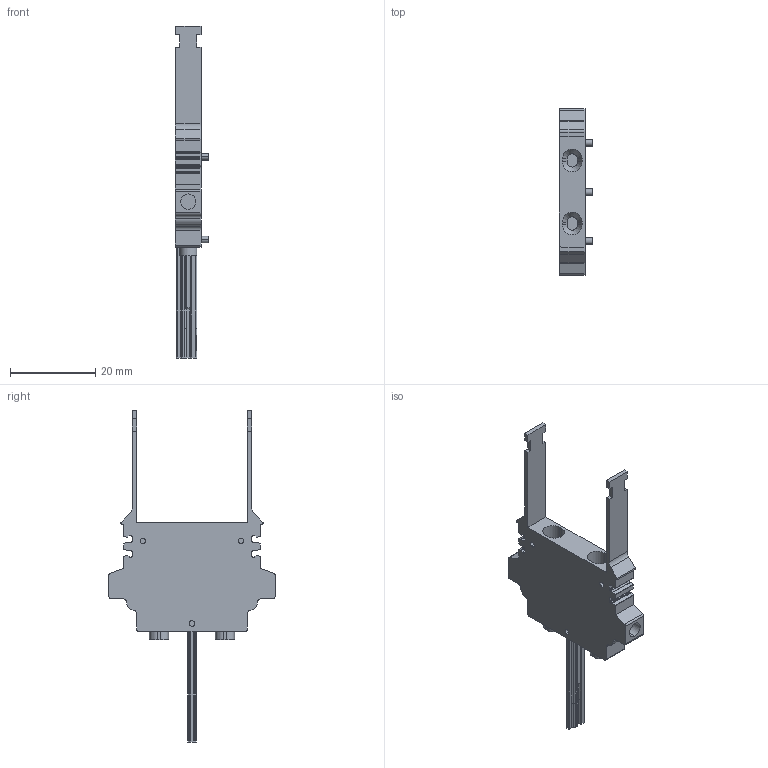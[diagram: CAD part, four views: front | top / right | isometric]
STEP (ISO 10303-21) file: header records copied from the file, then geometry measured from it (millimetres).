
FILE_DESCRIPTION(('CATIA V5R20 STEP214'),'2;1');
FILE_NAME ('5897835_3', '2014-08-12T05:22:38+00:00', ('Weidmueller Interface'), ('Weidmueller'), 'CATIA Version 5 Release 20 SP 5 (IN-10)', 'CATIA V5 STEP AP214', 'none');
FILE_SCHEMA(('AUTOMOTIVE_DESIGN { 1 0 10303 214 1 1 1 1 }'));
Length unit declared in the file: millimetre
Products named in the file (1): 1915500000_WTA_8_TN_ZA
Bounding box: 7.77 x 39 x 77.9 mm (x, y, z)
Volume: 5063.5 mm3; surface area: 4004.1 mm2
Topology: 1 solids, 1 shells, 261 faces, 771 edges, 525 vertices
Faces by surface type: plane 133, cylinder 82, extrusion 36, torus 6, cone 4
Entity records: 10400 total; most frequent: CARTESIAN_POINT 1891, ORIENTED_EDGE 1542, DIRECTION 1080, EDGE_CURVE 771, VECTOR 532, VERTEX_POINT 525, LINE 496, AXIS2_PLACEMENT_3D 382
